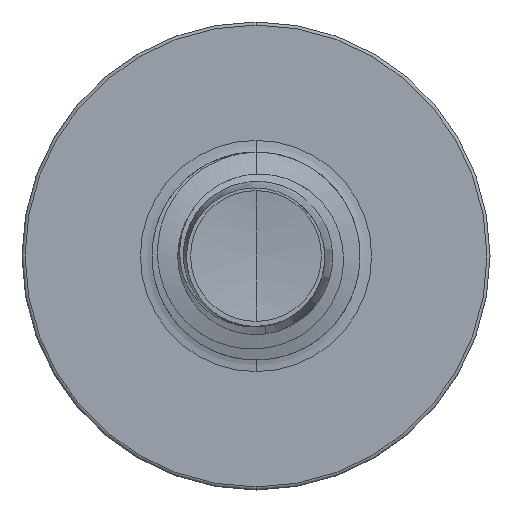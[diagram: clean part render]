
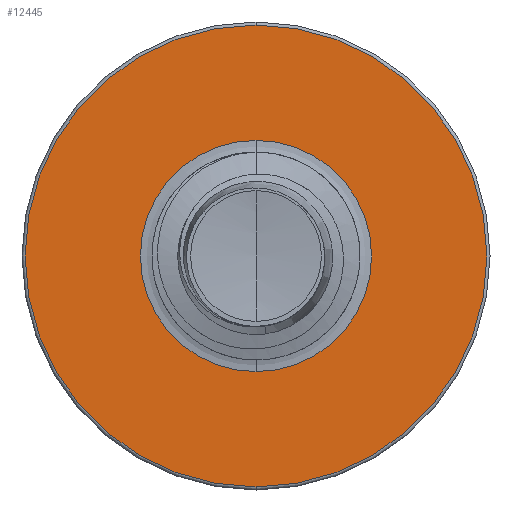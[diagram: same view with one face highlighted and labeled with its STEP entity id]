
A CAD part, front view. The second image highlights one B-rep face of the part: STEP entity #12445.
In plain terms, the highlighted planar face has unit normal (0, -1, 0).
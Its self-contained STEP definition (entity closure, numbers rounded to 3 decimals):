
#65 = DIRECTION ( 'NONE',  ( 0., 0., 1. ) ) ;
#145 = ORIENTED_EDGE ( 'NONE', *, *, #169, .T. ) ;
#156 = DIRECTION ( 'NONE',  ( 0., 1., 0. ) ) ;
#169 = EDGE_CURVE ( 'NONE', #12354, #11725, #11904, .T. ) ;
#213 = CARTESIAN_POINT ( 'NONE',  ( 0., 2.5, 0. ) ) ;
#237 = CARTESIAN_POINT ( 'NONE',  ( 0., 2.5, -2.22 ) ) ;
#584 = EDGE_CURVE ( 'NONE', #2717, #12350, #12256, .T. ) ;
#1885 = CIRCLE ( 'NONE', #11114, 1.112 ) ;
#2717 = VERTEX_POINT ( 'NONE', #8290 ) ;
#3088 = DIRECTION ( 'NONE',  ( 0., 0., 1. ) ) ;
#3099 = DIRECTION ( 'NONE',  ( 0., 1., 0. ) ) ;
#3105 = AXIS2_PLACEMENT_3D ( 'NONE', #11890, #11804, #11795 ) ;
#3115 = CARTESIAN_POINT ( 'NONE',  ( 0., 2.5, 0. ) ) ;
#3662 = ORIENTED_EDGE ( 'NONE', *, *, #584, .F. ) ;
#6069 = FACE_BOUND ( 'NONE', #12393, .T. ) ;
#7419 = ORIENTED_EDGE ( 'NONE', *, *, #11682, .F. ) ;
#7597 = CIRCLE ( 'NONE', #11209, 2.22 ) ;
#7805 = CARTESIAN_POINT ( 'NONE',  ( 0., 2.5, 1.112 ) ) ;
#8290 = CARTESIAN_POINT ( 'NONE',  ( 0., 2.5, 2.22 ) ) ;
#8591 = CARTESIAN_POINT ( 'NONE',  ( 0., 2.5, -1.112 ) ) ;
#9184 = DIRECTION ( 'NONE',  ( 0., 1., 0. ) ) ;
#10023 = DIRECTION ( 'NONE',  ( 0., 0., 1. ) ) ;
#11114 = AXIS2_PLACEMENT_3D ( 'NONE', #213, #156, #65 ) ;
#11144 = FACE_OUTER_BOUND ( 'NONE', #12182, .T. ) ;
#11209 = AXIS2_PLACEMENT_3D ( 'NONE', #11693, #11667, #11610 ) ;
#11360 = CARTESIAN_POINT ( 'NONE',  ( 0., 2.5, 0. ) ) ;
#11610 = DIRECTION ( 'NONE',  ( 0., 0., 1. ) ) ;
#11630 = ORIENTED_EDGE ( 'NONE', *, *, #11956, .T. ) ;
#11667 = DIRECTION ( 'NONE',  ( 0., 1., 0. ) ) ;
#11682 = EDGE_CURVE ( 'NONE', #12350, #2717, #7597, .T. ) ;
#11693 = CARTESIAN_POINT ( 'NONE',  ( 0., 2.5, 0. ) ) ;
#11725 = VERTEX_POINT ( 'NONE', #7805 ) ;
#11795 = DIRECTION ( 'NONE',  ( 0., 0., 1. ) ) ;
#11804 = DIRECTION ( 'NONE',  ( 0., 1., 0. ) ) ;
#11828 = PLANE ( 'NONE',  #3105 ) ;
#11890 = CARTESIAN_POINT ( 'NONE',  ( 0., 2.5, -1.112 ) ) ;
#11904 = CIRCLE ( 'NONE', #11929, 1.112 ) ;
#11929 = AXIS2_PLACEMENT_3D ( 'NONE', #11360, #9184, #10023 ) ;
#11956 = EDGE_CURVE ( 'NONE', #11725, #12354, #1885, .T. ) ;
#12084 = AXIS2_PLACEMENT_3D ( 'NONE', #3115, #3099, #3088 ) ;
#12182 = EDGE_LOOP ( 'NONE', ( #3662, #7419 ) ) ;
#12256 = CIRCLE ( 'NONE', #12084, 2.22 ) ;
#12350 = VERTEX_POINT ( 'NONE', #237 ) ;
#12354 = VERTEX_POINT ( 'NONE', #8591 ) ;
#12393 = EDGE_LOOP ( 'NONE', ( #11630, #145 ) ) ;
#12445 = ADVANCED_FACE ( 'NONE', ( #11144, #6069 ), #11828, .F. ) ;
